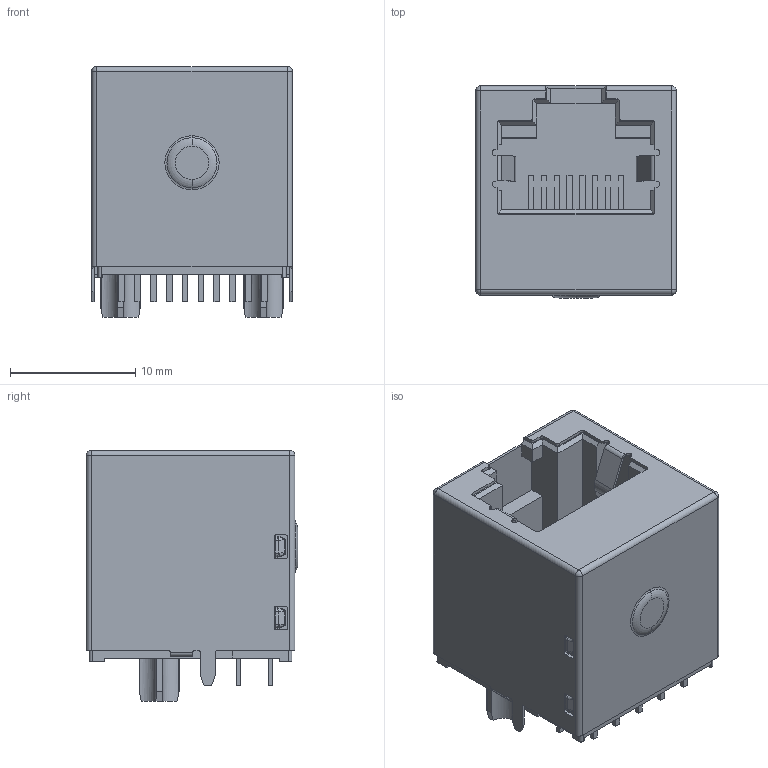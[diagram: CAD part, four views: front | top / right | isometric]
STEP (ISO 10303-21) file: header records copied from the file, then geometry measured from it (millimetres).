
FILE_DESCRIPTION((''),'2;1');
FILE_NAME('C-5-2301995-2','2017-05-03T',('workeradm'),('Tyco Electronics Ltd.'),'CREO PARAMETRIC BY PTC INC, 2016050','CREO PARAMETRIC BY PTC INC, 2016050','');
FILE_SCHEMA(('AUTOMOTIVE_DESIGN { 1 0 10303 214 1 1 1 1 }'));
Length unit declared in the file: millimetre
Products named in the file (1): C-5-2301995-2
Bounding box: 16.05 x 16.95 x 20.07 mm (x, y, z)
Volume: 3445.6 mm3; surface area: 2340.3 mm2
Topology: 1 solids, 1 shells, 454 faces, 1198 edges, 766 vertices
Faces by surface type: plane 281, cylinder 101, bspline 64, sphere 4, torus 4
Entity records: 16728 total; most frequent: CARTESIAN_POINT 5664, ORIENTED_EDGE 2396, DIRECTION 2052, EDGE_CURVE 1198, VECTOR 828, LINE 828, VERTEX_POINT 766, AXIS2_PLACEMENT_3D 612
